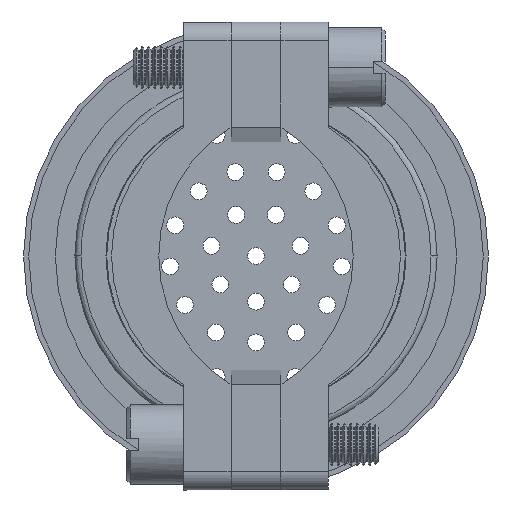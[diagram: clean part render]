
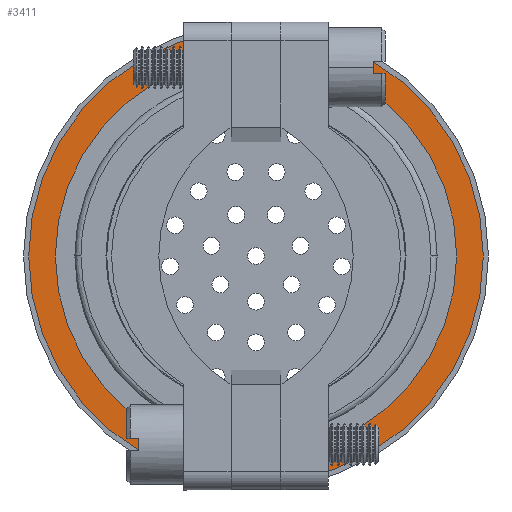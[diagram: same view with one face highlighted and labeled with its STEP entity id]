
A CAD part, front view. The second image highlights one B-rep face of the part: STEP entity #3411.
In plain terms, the highlighted planar face has unit normal (0, -1, 0).
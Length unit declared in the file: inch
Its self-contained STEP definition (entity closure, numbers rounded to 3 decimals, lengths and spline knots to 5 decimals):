
#634 = EDGE_LOOP ( 'NONE', ( #15728, #13698 ) ) ;
#788 = EDGE_CURVE ( 'NONE', #6820, #15742, #2611, .T. ) ;
#1237 = CIRCLE ( 'NONE', #3264, 0.746 ) ;
#1449 = CARTESIAN_POINT ( 'NONE',  ( 0., 0.627, -0.591 ) ) ;
#1477 = AXIS2_PLACEMENT_3D ( 'NONE', #9857, #2480, #11081 ) ;
#1698 = CARTESIAN_POINT ( 'NONE',  ( 0., 0.627, 0. ) ) ;
#2053 = EDGE_CURVE ( 'NONE', #7933, #11917, #1237, .T. ) ;
#2480 = DIRECTION ( 'NONE',  ( 0., -1., 0. ) ) ;
#2611 = CIRCLE ( 'NONE', #1477, 0.591 ) ;
#2927 = EDGE_CURVE ( 'NONE', #11917, #7933, #13064, .T. ) ;
#2940 = DIRECTION ( 'NONE',  ( 0., 0., -1. ) ) ;
#3249 = AXIS2_PLACEMENT_3D ( 'NONE', #1449, #8829, #12542 ) ;
#3253 = ORIENTED_EDGE ( 'NONE', *, *, #8511, .F. ) ;
#3264 = AXIS2_PLACEMENT_3D ( 'NONE', #1698, #10319, #2940 ) ;
#3411 = ADVANCED_FACE ( 'NONE', ( #13049, #12650 ), #11295, .T. ) ;
#4184 = DIRECTION ( 'NONE',  ( 0., -1., 0. ) ) ;
#4334 = ORIENTED_EDGE ( 'NONE', *, *, #788, .F. ) ;
#5279 = CARTESIAN_POINT ( 'NONE',  ( 0., 0.627, 0. ) ) ;
#5592 = AXIS2_PLACEMENT_3D ( 'NONE', #5279, #13877, #6518 ) ;
#5599 = CARTESIAN_POINT ( 'NONE',  ( 0., 0.627, 0.591 ) ) ;
#6364 = CARTESIAN_POINT ( 'NONE',  ( 0., 0.627, -0.746 ) ) ;
#6518 = DIRECTION ( 'NONE',  ( 0., 0., -1. ) ) ;
#6820 = VERTEX_POINT ( 'NONE', #5599 ) ;
#7933 = VERTEX_POINT ( 'NONE', #6364 ) ;
#8245 = CIRCLE ( 'NONE', #5592, 0.591 ) ;
#8511 = EDGE_CURVE ( 'NONE', #15742, #6820, #8245, .T. ) ;
#8527 = CARTESIAN_POINT ( 'NONE',  ( 0., 0.627, -0.591 ) ) ;
#8829 = DIRECTION ( 'NONE',  ( 0., -1., 0. ) ) ;
#9845 = EDGE_LOOP ( 'NONE', ( #3253, #4334 ) ) ;
#9857 = CARTESIAN_POINT ( 'NONE',  ( 0., 0.627, 0. ) ) ;
#10319 = DIRECTION ( 'NONE',  ( 0., -1., 0. ) ) ;
#11081 = DIRECTION ( 'NONE',  ( 0., 0., -1. ) ) ;
#11295 = PLANE ( 'NONE',  #3249 ) ;
#11556 = CARTESIAN_POINT ( 'NONE',  ( 0., 0.627, 0. ) ) ;
#11917 = VERTEX_POINT ( 'NONE', #12609 ) ;
#12542 = DIRECTION ( 'NONE',  ( 0., 0., -1. ) ) ;
#12609 = CARTESIAN_POINT ( 'NONE',  ( 0., 0.627, 0.746 ) ) ;
#12650 = FACE_OUTER_BOUND ( 'NONE', #634, .T. ) ;
#12797 = DIRECTION ( 'NONE',  ( 0., 0., -1. ) ) ;
#13049 = FACE_BOUND ( 'NONE', #9845, .T. ) ;
#13064 = CIRCLE ( 'NONE', #15518, 0.746 ) ;
#13698 = ORIENTED_EDGE ( 'NONE', *, *, #2927, .T. ) ;
#13877 = DIRECTION ( 'NONE',  ( 0., -1., 0. ) ) ;
#15518 = AXIS2_PLACEMENT_3D ( 'NONE', #11556, #4184, #12797 ) ;
#15728 = ORIENTED_EDGE ( 'NONE', *, *, #2053, .T. ) ;
#15742 = VERTEX_POINT ( 'NONE', #8527 ) ;
